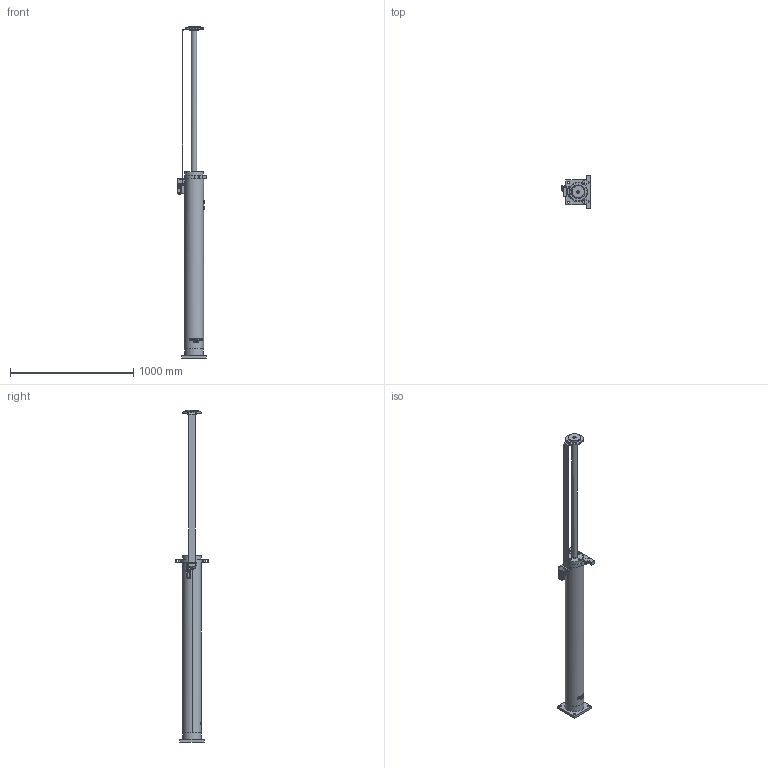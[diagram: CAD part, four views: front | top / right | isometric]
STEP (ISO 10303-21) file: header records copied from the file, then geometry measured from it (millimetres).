
FILE_DESCRIPTION(/* description */ (''),/* implementation_level */ '2;1');
FILE_NAME(/* name */ 'LP50-1150_Kunde.stp',/* time_stamp */ '2021-03-22T13:57:34+01:00',/* author */ ('Baecker'),/* organization */ ('Henning GmbH & Co. KG'),/* preprocessor_version */ 'ST-DEVELOPER v18.1',/* originating_system */ 'Autodesk Inventor 2020',/* authorisation */ 'Diese Zeichnung ist Eigentum der Henning GmbH & Co. KG und darf nur mit Genehmigung an dritte weitergegeben werden Henning GmbH & Co. KG ');
FILE_SCHEMA (('AUTOMOTIVE_DESIGN { 1 0 10303 214 3 1 1 }'));
Products named in the file (1): LP50-1150_Kunde
Bounding box: 235.2 x 270 x 2695 mm (x, y, z)
Volume: 30785728.2 mm3; surface area: 1296010.3 mm2
Topology: 2 solids, 5 shells, 3184 faces, 8985 edges, 5891 vertices
Faces by surface type: plane 1895, cylinder 689, bspline 393, cone 137, torus 52, sphere 18
Full cylindrical faces by diameter (mm): 1.7 x1, 2.15 x2, 2.5 x2, 2.97 x1, 3.2 x1, 3.5 x1, 3.95 x2, 4 x7, 4.1 x1, 4.3 x2, 4.5 x4, 4.95 x1, 5.05 x1, 6 x4, 6.6 x1, 7 x3, 8 x1, 8.3 x2, 8.5 x1, 9 x2, 9.3 x1, 9.7 x1, 10 x7, 10.2 x1, 11 x3, 11.05 x1, 11.2 x1, 13 x2, 13.835 x2, 14 x4
Entity records: 137599 total; most frequent: CARTESIAN_POINT 53189, ORIENTED_EDGE 17948, DIRECTION 15795, EDGE_CURVE 8974, VERTEX_POINT 5891, LINE 5267, VECTOR 5267, AXIS2_PLACEMENT_3D 5264
